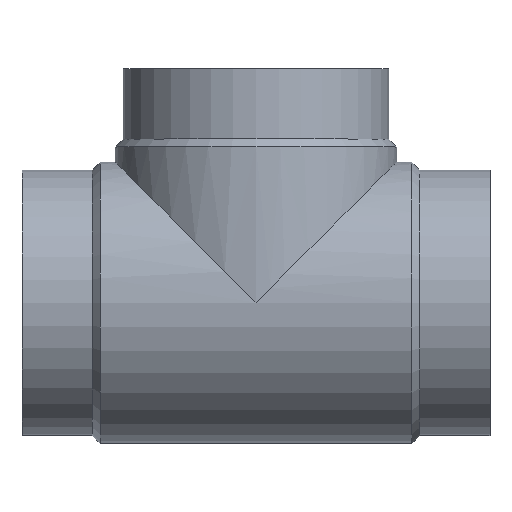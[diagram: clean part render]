
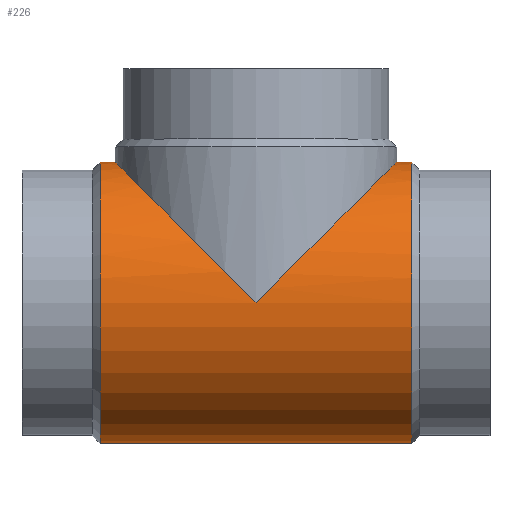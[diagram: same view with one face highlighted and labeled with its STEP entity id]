
A CAD part, top view. The second image highlights one B-rep face of the part: STEP entity #226.
In plain terms, the highlighted cylindrical face has radius 211.85 mm (diameter 423.7 mm), a partial arc.
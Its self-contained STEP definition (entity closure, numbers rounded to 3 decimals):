
#164 = EDGE_CURVE( '', #220, #248, #407, .T. );
#220 = VERTEX_POINT( '', #471 );
#226 = ADVANCED_FACE( '', ( #477 ), #478, .T. );
#248 = VERTEX_POINT( '', #504 );
#256 = EDGE_CURVE( '', #316, #358, #512, .T. );
#268 = EDGE_CURVE( '', #338, #358, #526, .T. );
#270 = EDGE_CURVE( '', #346, #334, #528, .T. );
#290 = EDGE_CURVE( '', #334, #220, #548, .T. );
#316 = VERTEX_POINT( '', #581 );
#324 = EDGE_CURVE( '', #316, #346, #589, .T. );
#334 = VERTEX_POINT( '', #600 );
#338 = VERTEX_POINT( '', #604 );
#346 = VERTEX_POINT( '', #612 );
#356 = EDGE_CURVE( '', #248, #338, #623, .T. );
#358 = VERTEX_POINT( '', #625 );
#407 = ELLIPSE( '', #672, 299.601, 211.85 );
#471 = CARTESIAN_POINT( '', ( -140.65, 211.85, 0. ) );
#477 = FACE_OUTER_BOUND( '', #759, .T. );
#478 = CYLINDRICAL_SURFACE( '', #760, 211.85 );
#504 = CARTESIAN_POINT( '', ( -352.5, 0., 211.85 ) );
#512 = CIRCLE( '', #803, 211.85 );
#526 = LINE( '', #820, #821 );
#528 = CIRCLE( '', #824, 211.85 );
#548 = LINE( '', #856, #857 );
#581 = CARTESIAN_POINT( '', ( -587.15, -211.85, 0. ) );
#589 = LINE( '', #910, #911 );
#600 = CARTESIAN_POINT( '', ( -117.85, 211.85, 0. ) );
#604 = CARTESIAN_POINT( '', ( -564.35, 211.85, 0. ) );
#612 = CARTESIAN_POINT( '', ( -117.85, -211.85, 0. ) );
#623 = ELLIPSE( '', #957, 299.601, 211.85 );
#625 = CARTESIAN_POINT( '', ( -587.15, 211.85, 0. ) );
#672 = AXIS2_PLACEMENT_3D( '', #994, #995, #996 );
#759 = EDGE_LOOP( '', ( #1086, #1087, #1088, #1089, #1090, #1091, #1092 ) );
#760 = AXIS2_PLACEMENT_3D( '', #1093, #1094, #1095 );
#803 = AXIS2_PLACEMENT_3D( '', #1135, #1136, #1137 );
#820 = CARTESIAN_POINT( '', ( -352.5, 211.85, 0. ) );
#821 = VECTOR( '', #1156, 1. );
#824 = AXIS2_PLACEMENT_3D( '', #1157, #1158, #1159 );
#856 = CARTESIAN_POINT( '', ( -352.5, 211.85, 0. ) );
#857 = VECTOR( '', #1178, 1. );
#910 = CARTESIAN_POINT( '', ( -352.5, -211.85, 0. ) );
#911 = VECTOR( '', #1249, 1. );
#957 = AXIS2_PLACEMENT_3D( '', #1284, #1285, #1286 );
#994 = CARTESIAN_POINT( '', ( -352.5, 0., 0. ) );
#995 = DIRECTION( '', ( 0.707, -0.707, 0. ) );
#996 = DIRECTION( '', ( 0.707, 0.707, 0. ) );
#1086 = ORIENTED_EDGE( '', *, *, #290, .T. );
#1087 = ORIENTED_EDGE( '', *, *, #164, .T. );
#1088 = ORIENTED_EDGE( '', *, *, #356, .T. );
#1089 = ORIENTED_EDGE( '', *, *, #268, .T. );
#1090 = ORIENTED_EDGE( '', *, *, #256, .F. );
#1091 = ORIENTED_EDGE( '', *, *, #324, .T. );
#1092 = ORIENTED_EDGE( '', *, *, #270, .T. );
#1093 = CARTESIAN_POINT( '', ( -352.5, 0., 0. ) );
#1094 = DIRECTION( '', ( 1., 0., 0. ) );
#1095 = DIRECTION( '', ( 0., 1., 0. ) );
#1135 = CARTESIAN_POINT( '', ( -587.15, 0., 0. ) );
#1136 = DIRECTION( '', ( -1., 0., 0. ) );
#1137 = DIRECTION( '', ( 0., 1., 0. ) );
#1156 = DIRECTION( '', ( -1., 0., 0. ) );
#1157 = CARTESIAN_POINT( '', ( -117.85, 0., 0. ) );
#1158 = DIRECTION( '', ( -1., 0., 0. ) );
#1159 = DIRECTION( '', ( 0., 1., 0. ) );
#1178 = DIRECTION( '', ( -1., 0., 0. ) );
#1249 = DIRECTION( '', ( 1., 0., 0. ) );
#1284 = CARTESIAN_POINT( '', ( -352.5, 0., 0. ) );
#1285 = DIRECTION( '', ( -0.707, -0.707, 0. ) );
#1286 = DIRECTION( '', ( 0.707, -0.707, 0. ) );
